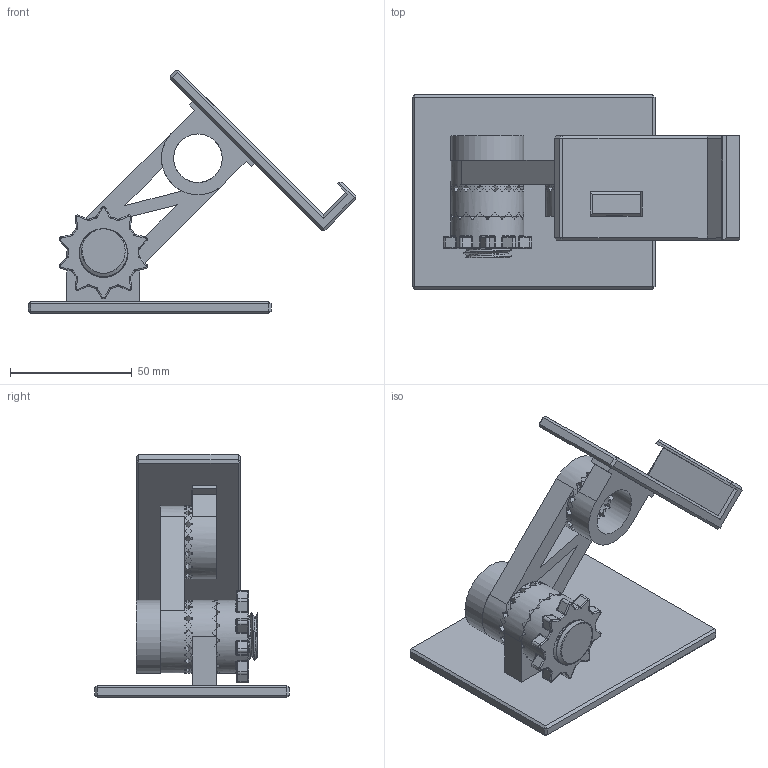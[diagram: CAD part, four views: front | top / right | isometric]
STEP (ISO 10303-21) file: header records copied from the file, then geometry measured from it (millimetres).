
FILE_DESCRIPTION(/* description */ (''),/* implementation_level */ '2;1');
FILE_NAME(/* name */ 'phoneStand.step',/* time_stamp */ '2026-02-19T00:12:10-06:00',/* author */ (''),/* organization */ (''),/* preprocessor_version */ 'ST-DEVELOPER v20.1',/* originating_system */ 'Autodesk Translation Framework v14.24.0.0',/* authorisation */ '');
FILE_SCHEMA (('AUTOMOTIVE_DESIGN { 1 0 10303 214 3 1 1 }'));
Length unit declared in the file: millimetre
Products named in the file (2): phoneStand; base
Assembly tree (1 placements, depth 2):
  phoneStand
    base
Bounding box: 134.89 x 80 x 100.01 mm (x, y, z)
Volume: 114911.6 mm3; surface area: 52663.3 mm2
Topology: 7 solids, 7 shells, 842 faces, 2310 edges, 1477 vertices
Faces by surface type: plane 503, cylinder 224, bspline 75, torus 40
Full cylindrical faces by diameter (mm): 16.938 x7, 19.6 x1, 19.791 x7, 20 x4, 20.293 x4, 30 x2
Entity records: 33458 total; most frequent: CARTESIAN_POINT 12484, ORIENTED_EDGE 4620, DIRECTION 4160, EDGE_CURVE 2310, AXIS2_PLACEMENT_3D 1506, VERTEX_POINT 1477, LINE 1148, VECTOR 1148
